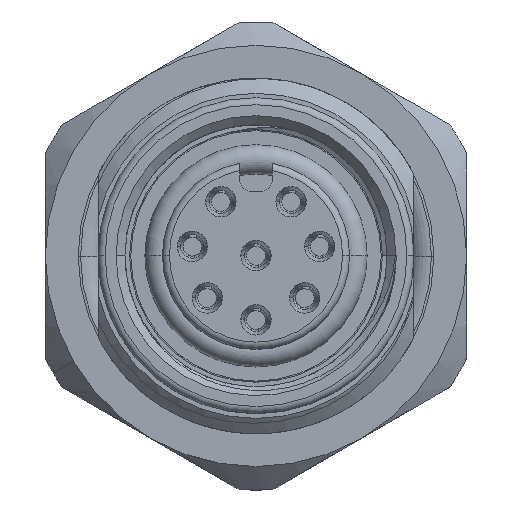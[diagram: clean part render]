
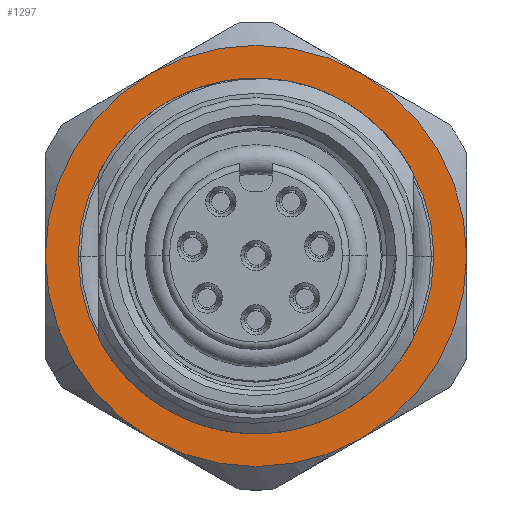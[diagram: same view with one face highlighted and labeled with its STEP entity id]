
A CAD part, top view. The second image highlights one B-rep face of the part: STEP entity #1297.
In plain terms, the highlighted face is planar.
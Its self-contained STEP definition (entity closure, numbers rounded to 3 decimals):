
#46 = CARTESIAN_POINT ( 'NONE',  ( 0., 0., 0. ) ) ;
#47 = DIRECTION ( 'NONE',  ( 0., 0., -1. ) ) ;
#48 = DIRECTION ( 'NONE',  ( 1., 0., 0. ) ) ;
#66 = CARTESIAN_POINT ( 'NONE',  ( 0., 0., 0. ) ) ;
#67 = DIRECTION ( 'NONE',  ( 0., 0., 1. ) ) ;
#68 = DIRECTION ( 'NONE',  ( 1., 0., 0. ) ) ;
#158 = CARTESIAN_POINT ( 'NONE',  ( 7.794, -4.5, 0. ) ) ;
#163 = CARTESIAN_POINT ( 'NONE',  ( 7.6, 0., 0. ) ) ;
#166 = CARTESIAN_POINT ( 'NONE',  ( -7.6, 0., 0. ) ) ;
#172 = CARTESIAN_POINT ( 'NONE',  ( 9., 0., 0. ) ) ;
#342 = CARTESIAN_POINT ( 'NONE',  ( 0., 0., 0. ) ) ;
#343 = DIRECTION ( 'NONE',  ( 0., 0., 1. ) ) ;
#344 = DIRECTION ( 'NONE',  ( 1., 0., 0. ) ) ;
#350 = CARTESIAN_POINT ( 'NONE',  ( 0., 0., 0. ) ) ;
#351 = DIRECTION ( 'NONE',  ( 0., 0., -1. ) ) ;
#352 = DIRECTION ( 'NONE',  ( 1., 0., 0. ) ) ;
#449 = CARTESIAN_POINT ( 'NONE',  ( 0., -9., 0. ) ) ;
#450 = CARTESIAN_POINT ( 'NONE',  ( 0., 9., 0. ) ) ;
#451 = CARTESIAN_POINT ( 'NONE',  ( -7.794, 4.5, 0. ) ) ;
#452 = CARTESIAN_POINT ( 'NONE',  ( 7.794, 4.5, 0. ) ) ;
#454 = CARTESIAN_POINT ( 'NONE',  ( -7.794, -4.5, 0. ) ) ;
#1297 = ADVANCED_FACE ( 'NONE', ( #2154, #2148 ), #6768, .F. ) ;
#2148 = FACE_BOUND ( 'NONE', #11055, .T. ) ;
#2154 = FACE_OUTER_BOUND ( 'NONE', #11130, .T. ) ;
#3197 = CARTESIAN_POINT ( 'NONE',  ( 0., 0., 0. ) ) ;
#3198 = DIRECTION ( 'NONE',  ( 0., 0., -1. ) ) ;
#3199 = DIRECTION ( 'NONE',  ( 1., 0., 0. ) ) ;
#3208 = CARTESIAN_POINT ( 'NONE',  ( 0., 0., 0. ) ) ;
#3209 = DIRECTION ( 'NONE',  ( 0., 0., -1. ) ) ;
#3210 = DIRECTION ( 'NONE',  ( 1., 0., 0. ) ) ;
#3218 = CARTESIAN_POINT ( 'NONE',  ( 0., 0., 0. ) ) ;
#3219 = DIRECTION ( 'NONE',  ( 0., 0., -1. ) ) ;
#3220 = DIRECTION ( 'NONE',  ( 1., 0., 0. ) ) ;
#3242 = CARTESIAN_POINT ( 'NONE',  ( 0., 0., 0. ) ) ;
#3243 = DIRECTION ( 'NONE',  ( 0., 0., -1. ) ) ;
#3244 = DIRECTION ( 'NONE',  ( 1., 0., 0. ) ) ;
#3253 = CARTESIAN_POINT ( 'NONE',  ( 0., 0., 0. ) ) ;
#3254 = DIRECTION ( 'NONE',  ( 0., 0., -1. ) ) ;
#3255 = DIRECTION ( 'NONE',  ( 1., 0., 0. ) ) ;
#5085 = AXIS2_PLACEMENT_3D ( 'NONE', #3197, #3198, #3199 ) ;
#5086 = AXIS2_PLACEMENT_3D ( 'NONE', #3208, #3209, #3210 ) ;
#5087 = AXIS2_PLACEMENT_3D ( 'NONE', #3218, #3219, #3220 ) ;
#5088 = AXIS2_PLACEMENT_3D ( 'NONE', #3242, #3243, #3244 ) ;
#5089 = AXIS2_PLACEMENT_3D ( 'NONE', #3253, #3254, #3255 ) ;
#5090 = AXIS2_PLACEMENT_3D ( 'NONE', #46, #47, #48 ) ;
#5091 = AXIS2_PLACEMENT_3D ( 'NONE', #66, #67, #68 ) ;
#5107 = AXIS2_PLACEMENT_3D ( 'NONE', #342, #343, #344 ) ;
#5109 = AXIS2_PLACEMENT_3D ( 'NONE', #350, #351, #352 ) ;
#5475 = AXIS2_PLACEMENT_3D ( 'NONE', #6765, #6770, #6771 ) ;
#6765 = CARTESIAN_POINT ( 'NONE',  ( 0., 0., 0. ) ) ;
#6768 = PLANE ( 'NONE',  #5475 ) ;
#6770 = DIRECTION ( 'NONE',  ( 0., 0., 1. ) ) ;
#6771 = DIRECTION ( 'NONE',  ( 1., 0., 0. ) ) ;
#7626 = EDGE_CURVE ( 'NONE', #11174, #11176, #8818, .T. ) ;
#7644 = EDGE_CURVE ( 'NONE', #11176, #10409, #8790, .T. ) ;
#7658 = EDGE_CURVE ( 'NONE', #10395, #11173, #8805, .T. ) ;
#7742 = EDGE_CURVE ( 'NONE', #11173, #11178, #8817, .T. ) ;
#7892 = EDGE_CURVE ( 'NONE', #11178, #11175, #8877, .T. ) ;
#7901 = EDGE_CURVE ( 'NONE', #11175, #11174, #8813, .T. ) ;
#7911 = EDGE_CURVE ( 'NONE', #10400, #10403, #8791, .T. ) ;
#8584 = CIRCLE ( 'NONE', #5109, 9. ) ;
#8586 = CIRCLE ( 'NONE', #5107, 7.6 ) ;
#8790 = CIRCLE ( 'NONE', #5086, 9. ) ;
#8791 = CIRCLE ( 'NONE', #5091, 7.6 ) ;
#8805 = CIRCLE ( 'NONE', #5087, 9. ) ;
#8813 = CIRCLE ( 'NONE', #5090, 9. ) ;
#8817 = CIRCLE ( 'NONE', #5088, 9. ) ;
#8818 = CIRCLE ( 'NONE', #5085, 9. ) ;
#8877 = CIRCLE ( 'NONE', #5089, 9. ) ;
#10395 = VERTEX_POINT ( 'NONE', #158 ) ;
#10400 = VERTEX_POINT ( 'NONE', #163 ) ;
#10403 = VERTEX_POINT ( 'NONE', #166 ) ;
#10409 = VERTEX_POINT ( 'NONE', #172 ) ;
#10860 = ORIENTED_EDGE ( 'NONE', *, *, #11066, .T. ) ;
#10861 = ORIENTED_EDGE ( 'NONE', *, *, #7911, .T. ) ;
#10862 = ORIENTED_EDGE ( 'NONE', *, *, #7658, .T. ) ;
#10863 = ORIENTED_EDGE ( 'NONE', *, *, #11069, .T. ) ;
#10864 = ORIENTED_EDGE ( 'NONE', *, *, #7644, .T. ) ;
#10865 = ORIENTED_EDGE ( 'NONE', *, *, #7626, .T. ) ;
#10866 = ORIENTED_EDGE ( 'NONE', *, *, #7901, .T. ) ;
#10867 = ORIENTED_EDGE ( 'NONE', *, *, #7892, .T. ) ;
#10868 = ORIENTED_EDGE ( 'NONE', *, *, #7742, .T. ) ;
#11055 = EDGE_LOOP ( 'NONE', ( #10861, #10860 ) ) ;
#11066 = EDGE_CURVE ( 'NONE', #10403, #10400, #8586, .T. ) ;
#11069 = EDGE_CURVE ( 'NONE', #10409, #10395, #8584, .T. ) ;
#11130 = EDGE_LOOP ( 'NONE', ( #10868, #10867, #10866, #10865, #10864, #10863, #10862 ) ) ;
#11173 = VERTEX_POINT ( 'NONE', #449 ) ;
#11174 = VERTEX_POINT ( 'NONE', #450 ) ;
#11175 = VERTEX_POINT ( 'NONE', #451 ) ;
#11176 = VERTEX_POINT ( 'NONE', #452 ) ;
#11178 = VERTEX_POINT ( 'NONE', #454 ) ;
